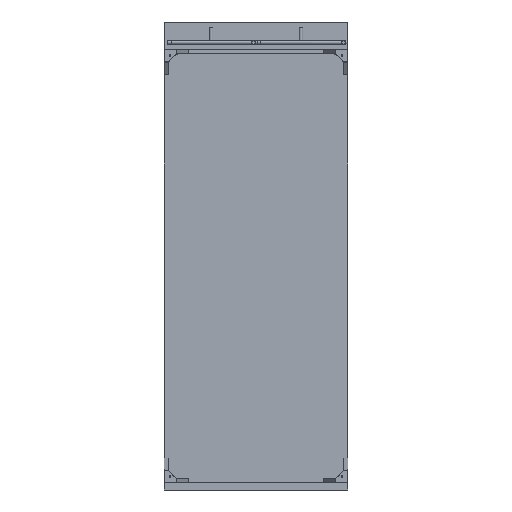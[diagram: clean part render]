
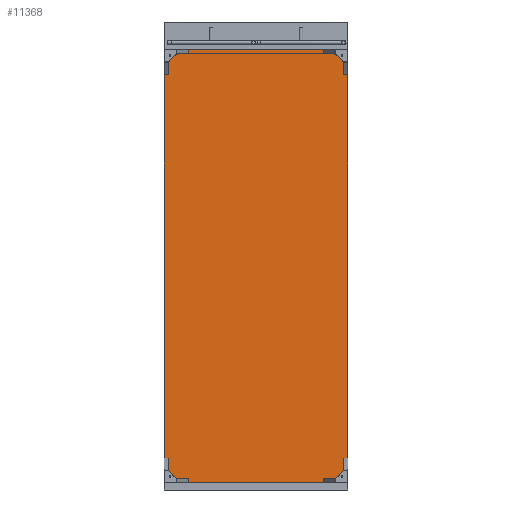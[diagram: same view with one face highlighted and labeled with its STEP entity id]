
A CAD part, front view. The second image highlights one B-rep face of the part: STEP entity #11368.
In plain terms, the highlighted planar face has unit normal (0, -1, 0).
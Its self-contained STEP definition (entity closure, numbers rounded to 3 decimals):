
#366 = DIRECTION ( 'NONE',  ( 1., 0., 0. ) ) ;
#417 = CARTESIAN_POINT ( 'NONE',  ( -1125., 0., -5300. ) ) ;
#524 = CARTESIAN_POINT ( 'NONE',  ( -1125., 0., 0. ) ) ;
#561 = DIRECTION ( 'NONE',  ( 1., 0., 0. ) ) ;
#592 = DIRECTION ( 'NONE',  ( 0., 0., 1. ) ) ;
#610 = CARTESIAN_POINT ( 'NONE',  ( 1125., 0., -5300. ) ) ;
#1186 = ORIENTED_EDGE ( 'NONE', *, *, #12236, .F. ) ;
#1197 = ORIENTED_EDGE ( 'NONE', *, *, #8788, .F. ) ;
#1218 = ORIENTED_EDGE ( 'NONE', *, *, #12249, .T. ) ;
#1226 = ORIENTED_EDGE ( 'NONE', *, *, #12199, .T. ) ;
#2164 = VERTEX_POINT ( 'NONE', #5082 ) ;
#2941 = VECTOR ( 'NONE', #5800, 1000. ) ;
#2973 = LINE ( 'NONE', #12573, #2941 ) ;
#3415 = VERTEX_POINT ( 'NONE', #11829 ) ;
#3962 = VERTEX_POINT ( 'NONE', #5866 ) ;
#4612 = VECTOR ( 'NONE', #366, 1000. ) ;
#4667 = LINE ( 'NONE', #417, #4612 ) ;
#4679 = VECTOR ( 'NONE', #561, 1000. ) ;
#4776 = LINE ( 'NONE', #524, #4679 ) ;
#4785 = VECTOR ( 'NONE', #592, 1000. ) ;
#4830 = LINE ( 'NONE', #610, #4785 ) ;
#5082 = CARTESIAN_POINT ( 'NONE',  ( 1125., 0., -5300. ) ) ;
#5132 = DIRECTION ( 'NONE',  ( 0., 0., -1. ) ) ;
#5170 = DIRECTION ( 'NONE',  ( 0., -1., 0. ) ) ;
#5470 = CARTESIAN_POINT ( 'NONE',  ( -1125., 0., -5300. ) ) ;
#5800 = DIRECTION ( 'NONE',  ( 0., 0., 1. ) ) ;
#5866 = CARTESIAN_POINT ( 'NONE',  ( -1125., 0., 0. ) ) ;
#6243 = VERTEX_POINT ( 'NONE', #6962 ) ;
#6521 = PLANE ( 'NONE',  #7331 ) ;
#6962 = CARTESIAN_POINT ( 'NONE',  ( 1125., 0., 0. ) ) ;
#7331 = AXIS2_PLACEMENT_3D ( 'NONE', #5470, #5170, #5132 ) ;
#8257 = FACE_OUTER_BOUND ( 'NONE', #9288, .T. ) ;
#8788 = EDGE_CURVE ( 'NONE', #3415, #3962, #2973, .T. ) ;
#9288 = EDGE_LOOP ( 'NONE', ( #1186, #1197, #1218, #1226 ) ) ;
#11368 = ADVANCED_FACE ( 'NONE', ( #8257 ), #6521, .T. ) ;
#11829 = CARTESIAN_POINT ( 'NONE',  ( -1125., 0., -5300. ) ) ;
#12199 = EDGE_CURVE ( 'NONE', #2164, #6243, #4830, .T. ) ;
#12236 = EDGE_CURVE ( 'NONE', #3962, #6243, #4776, .T. ) ;
#12249 = EDGE_CURVE ( 'NONE', #3415, #2164, #4667, .T. ) ;
#12573 = CARTESIAN_POINT ( 'NONE',  ( -1125., 0., -5300. ) ) ;
